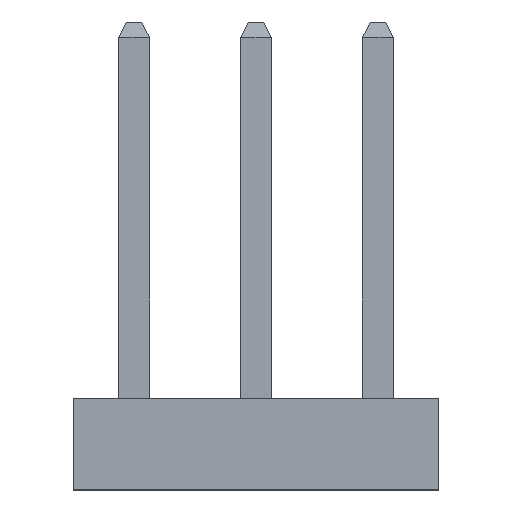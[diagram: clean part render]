
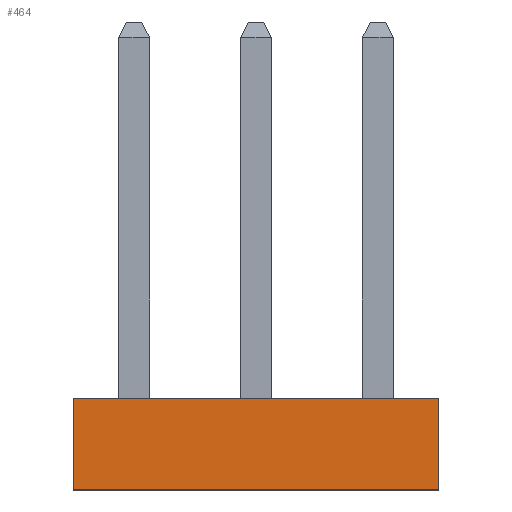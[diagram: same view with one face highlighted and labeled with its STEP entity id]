
A CAD part, top view. The second image highlights one B-rep face of the part: STEP entity #464.
In plain terms, the highlighted planar face has unit normal (0, 0, 1).
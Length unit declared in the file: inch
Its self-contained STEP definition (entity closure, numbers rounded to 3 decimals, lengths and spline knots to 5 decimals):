
#464 = ADVANCED_FACE( '', ( #935 ), #936, .F. );
#935 = FACE_OUTER_BOUND( '', #1401, .T. );
#936 = PLANE( '', #1402 );
#1401 = EDGE_LOOP( '', ( #2590, #2591, #2592, #2593 ) );
#1402 = AXIS2_PLACEMENT_3D( '', #2594, #2595, #2596 );
#2590 = ORIENTED_EDGE( '', *, *, #3094, .T. );
#2591 = ORIENTED_EDGE( '', *, *, #3086, .F. );
#2592 = ORIENTED_EDGE( '', *, *, #3006, .F. );
#2593 = ORIENTED_EDGE( '', *, *, #3073, .T. );
#2594 = CARTESIAN_POINT( '', ( -0.11811, 0.059, 0.0775 ) );
#2595 = DIRECTION( '', ( 0., 0., -1. ) );
#2596 = DIRECTION( '', ( -1., 0., 0. ) );
#3006 = EDGE_CURVE( '', #3675, #3677, #3678, .T. );
#3073 = EDGE_CURVE( '', #3675, #3766, #3768, .T. );
#3086 = EDGE_CURVE( '', #3677, #3780, #3783, .T. );
#3094 = EDGE_CURVE( '', #3766, #3780, #3793, .T. );
#3675 = VERTEX_POINT( '', #4609 );
#3677 = VERTEX_POINT( '', #4612 );
#3678 = LINE( '', #4613, #4614 );
#3766 = VERTEX_POINT( '', #4750 );
#3768 = LINE( '', #4753, #4754 );
#3780 = VERTEX_POINT( '', #4771 );
#3783 = LINE( '', #4776, #4777 );
#3793 = LINE( '', #4791, #4792 );
#4609 = CARTESIAN_POINT( '', ( -0.11811, 0.059, 0.0775 ) );
#4612 = CARTESIAN_POINT( '', ( 0.11811, 0.059, 0.0775 ) );
#4613 = CARTESIAN_POINT( '', ( -0.11811, 0.059, 0.0775 ) );
#4614 = VECTOR( '', #5209, 39.37008 );
#4750 = CARTESIAN_POINT( '', ( -0.11811, 0., 0.0775 ) );
#4753 = CARTESIAN_POINT( '', ( -0.11811, 0.059, 0.0775 ) );
#4754 = VECTOR( '', #5259, 39.37008 );
#4771 = CARTESIAN_POINT( '', ( 0.11811, 0., 0.0775 ) );
#4776 = CARTESIAN_POINT( '', ( 0.11811, 0.059, 0.0775 ) );
#4777 = VECTOR( '', #5267, 39.37008 );
#4791 = CARTESIAN_POINT( '', ( -0.11811, 0., 0.0775 ) );
#4792 = VECTOR( '', #5272, 39.37008 );
#5209 = DIRECTION( '', ( 1., 0., 0. ) );
#5259 = DIRECTION( '', ( 0., -1., 0. ) );
#5267 = DIRECTION( '', ( 0., -1., 0. ) );
#5272 = DIRECTION( '', ( 1., 0., 0. ) );
